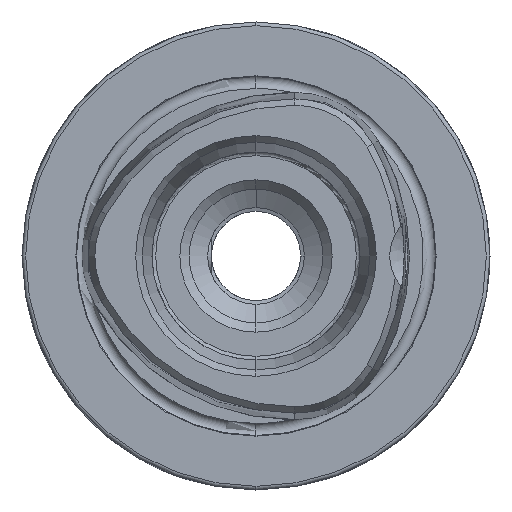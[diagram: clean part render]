
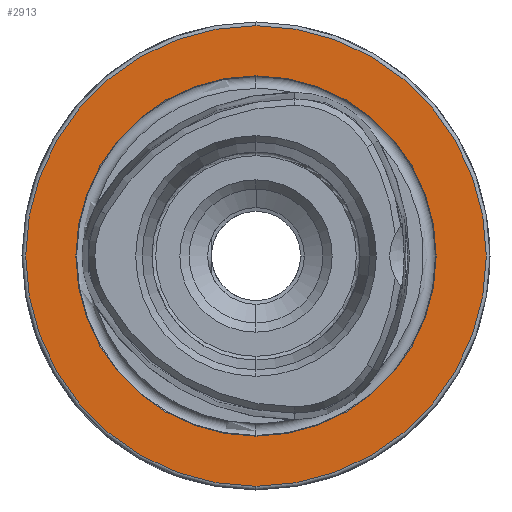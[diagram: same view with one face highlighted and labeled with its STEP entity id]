
A CAD part, left-side view. The second image highlights one B-rep face of the part: STEP entity #2913.
In plain terms, the highlighted planar face has unit normal (-1, 0, 0).
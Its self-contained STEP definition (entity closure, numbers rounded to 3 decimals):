
#957 = CIRCLE ( 'NONE', #13042, 31. ) ;
#1278 = AXIS2_PLACEMENT_3D ( 'NONE', #1416, #9035, #2589 ) ;
#1416 = CARTESIAN_POINT ( 'NONE',  ( 0., 0., 0. ) ) ;
#1852 = CARTESIAN_POINT ( 'NONE',  ( 0., 0., 31. ) ) ;
#1874 = DIRECTION ( 'NONE',  ( 0., 0., 1. ) ) ;
#1930 = DIRECTION ( 'NONE',  ( -1., 0., 0. ) ) ;
#2066 = CARTESIAN_POINT ( 'NONE',  ( 0., 0., 0. ) ) ;
#2391 = EDGE_CURVE ( 'NONE', #7320, #7465, #12295, .T. ) ;
#2430 = EDGE_CURVE ( 'NONE', #7945, #8265, #957, .T. ) ;
#2589 = DIRECTION ( 'NONE',  ( 0., 0., 1. ) ) ;
#2913 = ADVANCED_FACE ( 'NONE', ( #9764, #4568 ), #5902, .F. ) ;
#4488 = CARTESIAN_POINT ( 'NONE',  ( 0., 0., -31. ) ) ;
#4527 = ORIENTED_EDGE ( 'NONE', *, *, #4971, .T. ) ;
#4568 = FACE_OUTER_BOUND ( 'NONE', #8568, .T. ) ;
#4971 = EDGE_CURVE ( 'NONE', #8265, #7945, #13145, .T. ) ;
#4974 = EDGE_CURVE ( 'NONE', #7465, #7320, #7816, .T. ) ;
#5817 = DIRECTION ( 'NONE',  ( 0., 0., -1. ) ) ;
#5863 = DIRECTION ( 'NONE',  ( 1., 0., 0. ) ) ;
#5902 = PLANE ( 'NONE',  #10963 ) ;
#5937 = CARTESIAN_POINT ( 'NONE',  ( 0., 0., 0. ) ) ;
#6989 = EDGE_LOOP ( 'NONE', ( #7334, #8129 ) ) ;
#7001 = DIRECTION ( 'NONE',  ( 0., 0., 1. ) ) ;
#7320 = VERTEX_POINT ( 'NONE', #12732 ) ;
#7334 = ORIENTED_EDGE ( 'NONE', *, *, #4974, .F. ) ;
#7465 = VERTEX_POINT ( 'NONE', #11802 ) ;
#7816 = CIRCLE ( 'NONE', #1278, 24.25 ) ;
#7945 = VERTEX_POINT ( 'NONE', #1852 ) ;
#8129 = ORIENTED_EDGE ( 'NONE', *, *, #2391, .F. ) ;
#8265 = VERTEX_POINT ( 'NONE', #4488 ) ;
#8568 = EDGE_LOOP ( 'NONE', ( #10517, #4527 ) ) ;
#8738 = CARTESIAN_POINT ( 'NONE',  ( 0., 24.25, 0. ) ) ;
#9035 = DIRECTION ( 'NONE',  ( -1., 0., 0. ) ) ;
#9764 = FACE_BOUND ( 'NONE', #6989, .T. ) ;
#10369 = AXIS2_PLACEMENT_3D ( 'NONE', #2066, #1930, #1874 ) ;
#10517 = ORIENTED_EDGE ( 'NONE', *, *, #2430, .T. ) ;
#10963 = AXIS2_PLACEMENT_3D ( 'NONE', #8738, #5863, #5817 ) ;
#11638 = DIRECTION ( 'NONE',  ( 0., 0., 1. ) ) ;
#11802 = CARTESIAN_POINT ( 'NONE',  ( 0., 0., 24.25 ) ) ;
#12295 = CIRCLE ( 'NONE', #10369, 24.25 ) ;
#12303 = DIRECTION ( 'NONE',  ( -1., 0., 0. ) ) ;
#12537 = CARTESIAN_POINT ( 'NONE',  ( 0., 0., 0. ) ) ;
#12732 = CARTESIAN_POINT ( 'NONE',  ( 0., 0., -24.25 ) ) ;
#13033 = DIRECTION ( 'NONE',  ( -1., 0., 0. ) ) ;
#13042 = AXIS2_PLACEMENT_3D ( 'NONE', #12537, #12303, #11638 ) ;
#13145 = CIRCLE ( 'NONE', #13595, 31. ) ;
#13595 = AXIS2_PLACEMENT_3D ( 'NONE', #5937, #13033, #7001 ) ;
